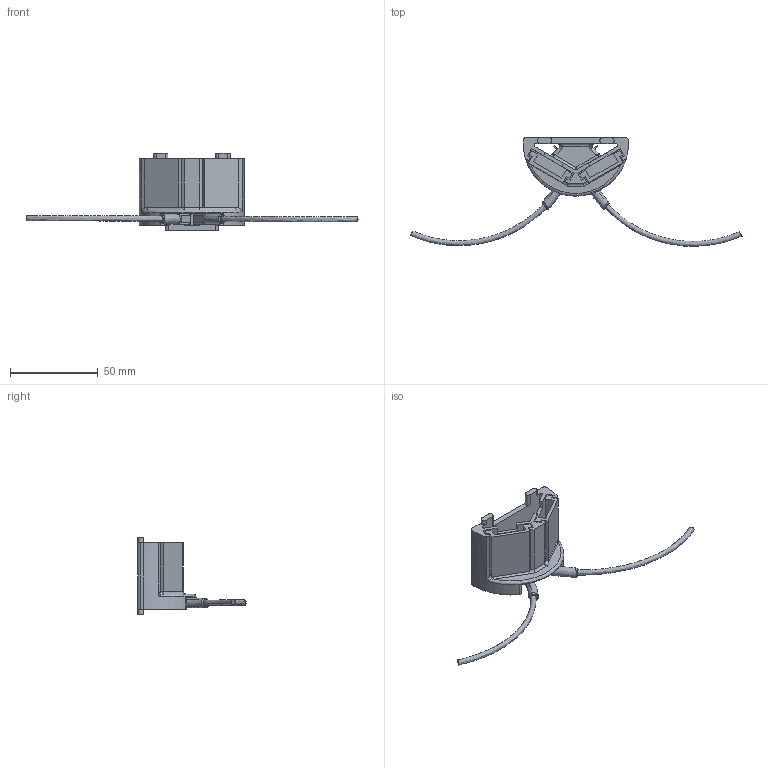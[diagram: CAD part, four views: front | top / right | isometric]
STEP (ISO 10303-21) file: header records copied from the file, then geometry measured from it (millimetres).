
FILE_DESCRIPTION(/* description */ (''),/* implementation_level */ '2;1');
FILE_NAME(/* name */ 'MaP-Antenna-Mount v20.step',/* time_stamp */ '2017-07-09T19:45:33-07:00',/* author */ (''),/* organization */ (''),/* preprocessor_version */ 'ST-DEVELOPER v16.13',/* originating_system */ 'Autodesk Translation Framework v6.1.1.50',/* authorisation */ '');
FILE_SCHEMA (('AUTOMOTIVE_DESIGN { 1 0 10303 214 3 1 1 }'));
Length unit declared in the file: millimetre
Products named in the file (2): MaP-Antenna-Mount v20; Limit switch v1
Assembly tree (2 placements, depth 2):
  MaP-Antenna-Mount v20
    Limit switch v1  x2
Bounding box: 189.28 x 61.71 x 44.45 mm (x, y, z)
Volume: 26368.3 mm3; surface area: 23628.1 mm2
Topology: 11 solids, 11 shells, 317 faces, 841 edges, 551 vertices
Faces by surface type: plane 174, cylinder 81, bspline 59, torus 3
Full cylindrical faces by diameter (mm): 1.52 x6, 2 x4, 2.64 x4
Entity records: 9604 total; most frequent: CARTESIAN_POINT 3159, ORIENTED_EDGE 1352, DIRECTION 1248, EDGE_CURVE 676, VERTEX_POINT 449, AXIS2_PLACEMENT_3D 419, LINE 410, VECTOR 410
